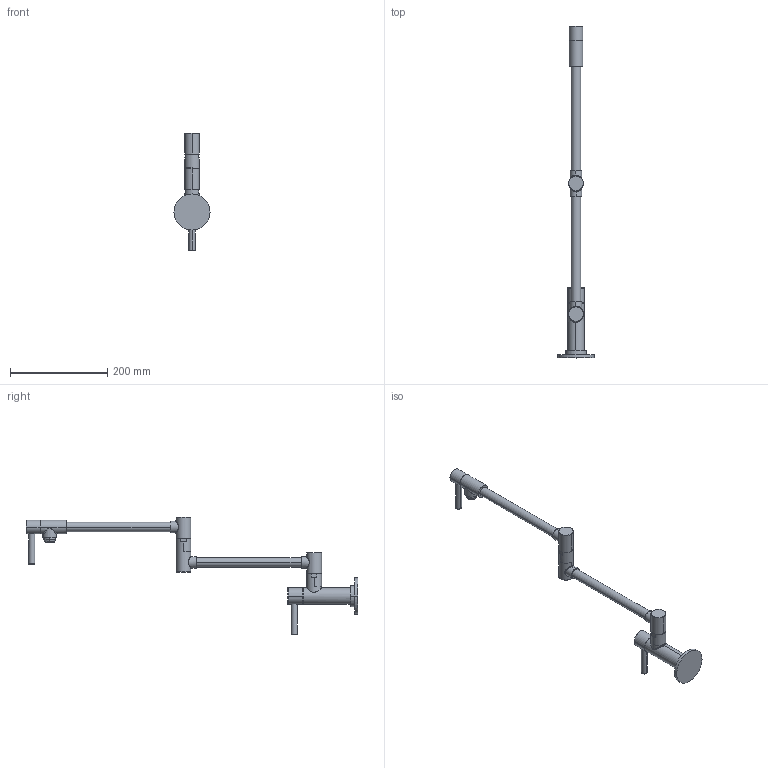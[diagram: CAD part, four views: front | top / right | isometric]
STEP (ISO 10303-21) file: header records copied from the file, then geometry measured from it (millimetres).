
FILE_DESCRIPTION((''),'2;1');
FILE_NAME('9485','2020-12-01T10:03:39',('jinson.thomas'),(''),'CREO PARAMETRIC BY PTC INC, 2018400','CREO PARAMETRIC BY PTC INC, 2018400','');
FILE_SCHEMA(('CONFIG_CONTROL_DESIGN'));
Length unit declared in the file: inch
Products named in the file (1): 9485
Bounding box: 74.17 x 681.74 x 241.21 mm (x, y, z)
Volume: 507364.4 mm3; surface area: 89397.2 mm2
Topology: 1 solids, 1 shells, 112 faces, 243 edges, 151 vertices
Faces by surface type: cylinder 49, plane 33, torus 16, bspline 14
Entity records: 5267 total; most frequent: CARTESIAN_POINT 2764, DIRECTION 550, ORIENTED_EDGE 486, EDGE_CURVE 243, AXIS2_PLACEMENT_3D 238, VERTEX_POINT 151, CIRCLE 140, EDGE_LOOP 130
